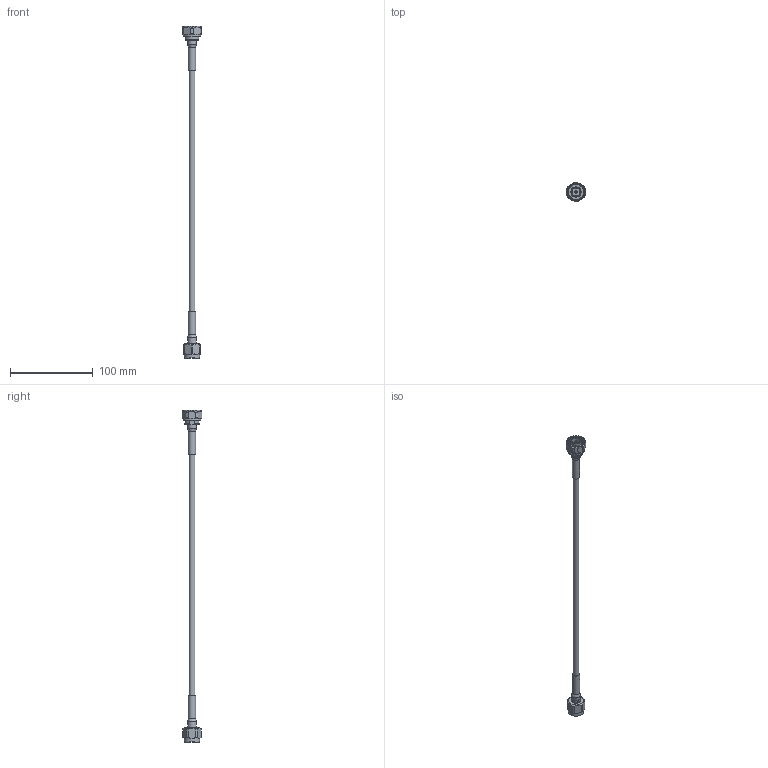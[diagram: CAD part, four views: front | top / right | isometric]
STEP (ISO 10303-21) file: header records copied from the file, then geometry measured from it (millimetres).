
FILE_DESCRIPTION (( 'STEP AP203' ), '1' );
FILE_NAME ('PE3C4141_3D.step', '2022-05-25T20:55:57', ( '' ), ( '' ), 'SwSTEP 2.0', 'SolidWorks 2021', '' );
FILE_SCHEMA (( 'CONFIG_CONTROL_DESIGN' ));
Length unit declared in the file: inch
Products named in the file (5): SPP-250-LLPL^PE3C4141_SPP-250-LLPL; PE3C4141_3D; PE45418^PE3C4141; PE45427^PE3C4141; Heat shrink boot^PE3C4141
Assembly tree (5 placements, depth 2):
  PE3C4141_3D
    SPP-250-LLPL^PE3C4141_SPP-250-LLPL
    PE45418^PE3C4141
    PE45427^PE3C4141
    Heat shrink boot^PE3C4141  x2
Bounding box: 22 x 23.98 x 401.7 mm (x, y, z)
Volume: 27534.2 mm3; surface area: 17256.2 mm2
Topology: 5 solids, 6 shells, 138 faces, 302 edges, 194 vertices
Faces by surface type: cylinder 56, plane 46, cone 27, bspline 8, torus 1
Full cylindrical faces by diameter (mm): 1.016 x2, 1.651 x1, 3.048 x1, 3.175 x1, 6.858 x1, 7.112 x2, 7.366 x1, 8.081 x2, 8.252 x2, 8.382 x1, 8.636 x2, 8.94 x2, 9.05 x2, 10.464 x2, 10.668 x1, 11.878 x1, 12.7 x1, 16.256 x1, 16.783 x1, 18.744 x1, 20 x7, 21.653 x1, 21.936 x1
Entity records: 6298 total; most frequent: CARTESIAN_POINT 3327, DIRECTION 516, ORIENTED_EDGE 414, AXIS2_PLACEMENT_3D 236, EDGE_CURVE 207, EDGE_LOOP 198, VERTEX_POINT 161, FACE_OUTER_BOUND 156
